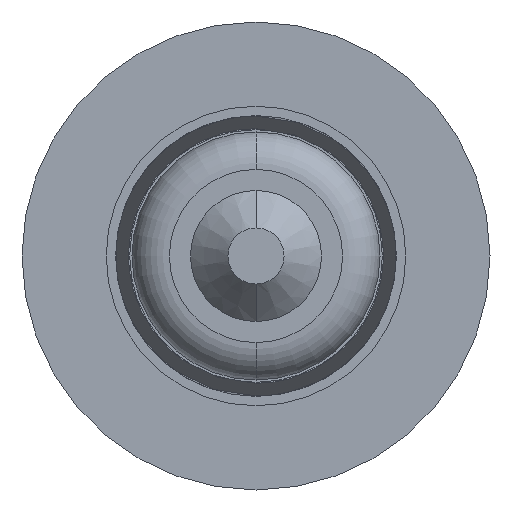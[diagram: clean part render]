
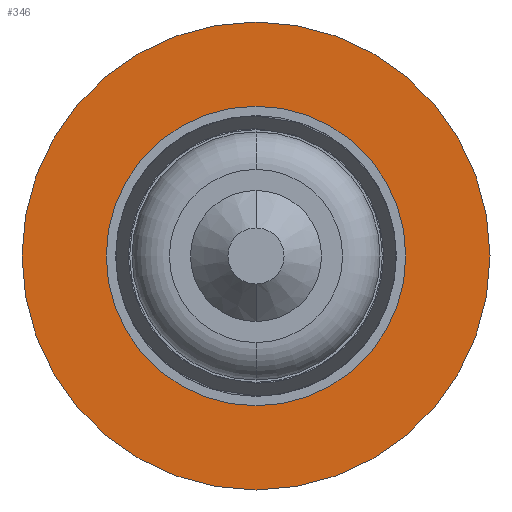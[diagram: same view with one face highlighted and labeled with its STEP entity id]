
A CAD part, front view. The second image highlights one B-rep face of the part: STEP entity #346.
In plain terms, the highlighted planar face has unit normal (0, -1, 0).
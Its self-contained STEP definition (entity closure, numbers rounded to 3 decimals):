
#60 = VERTEX_POINT ( 'NONE', #544 ) ;
#104 = DIRECTION ( 'NONE',  ( 0., 0., -1. ) ) ;
#240 = DIRECTION ( 'NONE',  ( 0., 1., 0. ) ) ;
#248 = CARTESIAN_POINT ( 'NONE',  ( 0., 0., 0. ) ) ;
#255 = DIRECTION ( 'NONE',  ( 0., 0., 1. ) ) ;
#268 = EDGE_CURVE ( 'NONE', #879, #1438, #1292, .T. ) ;
#292 = ORIENTED_EDGE ( 'NONE', *, *, #503, .F. ) ;
#346 = ADVANCED_FACE ( 'NONE', ( #862, #581 ), #1423, .F. ) ;
#390 = CARTESIAN_POINT ( 'NONE',  ( 0., 0., 0. ) ) ;
#462 = EDGE_CURVE ( 'NONE', #1134, #60, #687, .T. ) ;
#468 = CARTESIAN_POINT ( 'NONE',  ( 0., 0., 0. ) ) ;
#495 = DIRECTION ( 'NONE',  ( 0., 0., 1. ) ) ;
#503 = EDGE_CURVE ( 'NONE', #60, #1134, #837, .T. ) ;
#544 = CARTESIAN_POINT ( 'NONE',  ( 0., 0., 2.5 ) ) ;
#553 = ORIENTED_EDGE ( 'NONE', *, *, #1356, .F. ) ;
#581 = FACE_OUTER_BOUND ( 'NONE', #848, .T. ) ;
#588 = DIRECTION ( 'NONE',  ( 0., 0., 1. ) ) ;
#591 = CARTESIAN_POINT ( 'NONE',  ( 0., 0., 0.85 ) ) ;
#599 = DIRECTION ( 'NONE',  ( 0., 0., -1. ) ) ;
#665 = CARTESIAN_POINT ( 'NONE',  ( 0., 0., -2.5 ) ) ;
#687 = CIRCLE ( 'NONE', #1018, 2.5 ) ;
#688 = DIRECTION ( 'NONE',  ( 0., -1., 0. ) ) ;
#778 = AXIS2_PLACEMENT_3D ( 'NONE', #468, #1450, #599 ) ;
#837 = CIRCLE ( 'NONE', #911, 2.5 ) ;
#848 = EDGE_LOOP ( 'NONE', ( #974, #292 ) ) ;
#853 = DIRECTION ( 'NONE',  ( 0., 1., 0. ) ) ;
#859 = DIRECTION ( 'NONE',  ( 0., 1., 0. ) ) ;
#862 = FACE_BOUND ( 'NONE', #1052, .T. ) ;
#879 = VERTEX_POINT ( 'NONE', #1549 ) ;
#911 = AXIS2_PLACEMENT_3D ( 'NONE', #248, #859, #495 ) ;
#954 = ORIENTED_EDGE ( 'NONE', *, *, #268, .F. ) ;
#974 = ORIENTED_EDGE ( 'NONE', *, *, #462, .F. ) ;
#1018 = AXIS2_PLACEMENT_3D ( 'NONE', #390, #853, #255 ) ;
#1052 = EDGE_LOOP ( 'NONE', ( #954, #553 ) ) ;
#1068 = AXIS2_PLACEMENT_3D ( 'NONE', #1300, #688, #104 ) ;
#1134 = VERTEX_POINT ( 'NONE', #665 ) ;
#1163 = CIRCLE ( 'NONE', #1068, 0.85 ) ;
#1292 = CIRCLE ( 'NONE', #778, 0.85 ) ;
#1299 = CARTESIAN_POINT ( 'NONE',  ( 0., 0., 0. ) ) ;
#1300 = CARTESIAN_POINT ( 'NONE',  ( 0., 0., 0. ) ) ;
#1323 = AXIS2_PLACEMENT_3D ( 'NONE', #1299, #240, #588 ) ;
#1356 = EDGE_CURVE ( 'NONE', #1438, #879, #1163, .T. ) ;
#1423 = PLANE ( 'NONE',  #1323 ) ;
#1438 = VERTEX_POINT ( 'NONE', #591 ) ;
#1450 = DIRECTION ( 'NONE',  ( 0., -1., 0. ) ) ;
#1549 = CARTESIAN_POINT ( 'NONE',  ( 0., 0., -0.85 ) ) ;
